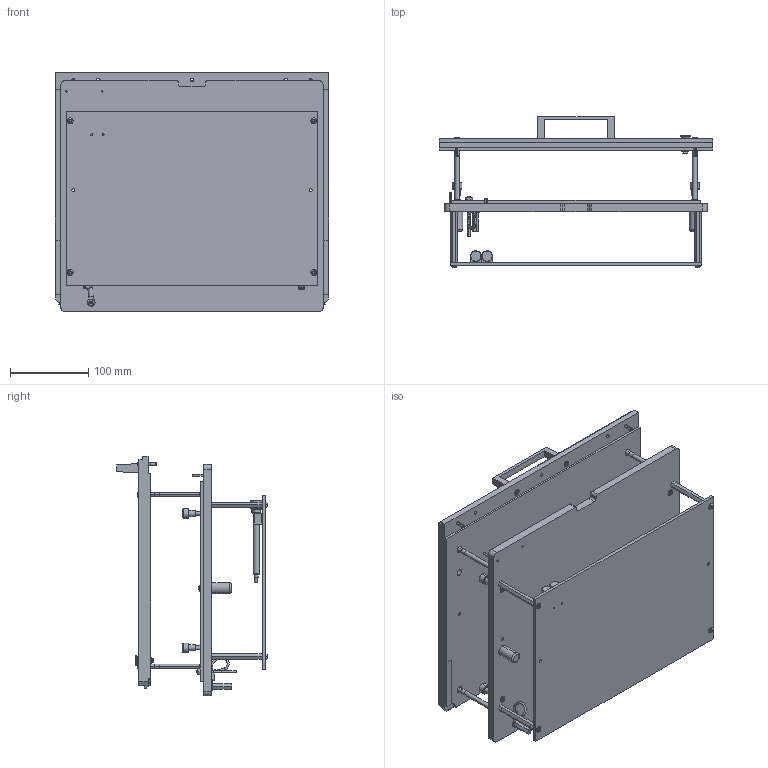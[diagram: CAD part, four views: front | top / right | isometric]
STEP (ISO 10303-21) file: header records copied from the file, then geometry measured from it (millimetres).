
FILE_DESCRIPTION (( 'STEP AP203' ), '1' );
FILE_NAME ('INGUN_46250-KIT.STEP', '2023-07-27T09:33:25', ( '' ), ( '' ), 'SwSTEP 2.0', 'SolidWorks 2021', '' );
FILE_SCHEMA (( 'CONFIG_CONTROL_DESIGN' ));
Length unit declared in the file: millimetre
Products named in the file (45): 48840~2_S; INGUN_46250-KIT; 46009~5_f〉 ESD schwarz<S>; 53731~0; DIN6325~n_03,0m6x016; 43627~0_Hub 22,5mm<Standard>; ISO7380~n_M04,0x020; DIN934~n_M03,0; GKS-114-0015__ADA~gks_Hub = 08,0 <S>; 46249~1_S; 1607~1; 41899~3_flexiebel <S>; 46251~2_ICT Stellung (kontaktiert) <S>; 46869~0_S; 3699~0; ISO7380~n_M03,0x006; 19141~0_S; 2229~6; DIN7991~n_M03,0x020; Gewindebuchse~n_M05-03,9 offen; 47906~1; 45709~3_S; 41369~1_S; SKB-II~skii_M4,0x25 St; 5015~0; 41367~6_S; Gewindebuchse~n_M04-09,5 offen; 46009~5_f〉 ESD schwarz<Standard>; ISO7380~n_M04,0x012; KS-113-Master__ADA~ks_KS-113 23; DIN7991~n_M03,0x006; 48213~0_S; 2196~6; DIN912~n_M04,0x016; 14846~0_f〉 48840 <S>; DIN7979~n_04,0m6x020M3; 3917~3_M 3 A; SKB-II~skii_M4,0x65 St; 46015~2_S; 45715~4_S ...
Assembly tree (81 placements, depth 5):
  INGUN_46250-KIT
    46251~2_ICT Stellung (kontaktiert) <S>
      41899~3_flexiebel <S>
        KS-113-Master__ADA~ks_KS-113 23
        GKS-114-0015__ADA~gks_Hub = 08,0 <S>
        53731~0
        3917~3_M 3 A
      46249~1_S
        46009~5_f〉 ESD schwarz<S>
          46009~5_f〉 ESD schwarz<Standard>
          Gewindebuchse~n_M04-09,5 offen  x4
      45709~3_S
        45709~3_S
        Gewindebuchse~n_M05-03,9 offen  x2
      45711~2
      43627~0_Hub 22,5mm<Standard>  x4
      2196~6  x2
      2229~6  x2
      46869~0_S  x4
      48840~2_S
        19141~0_S
        14846~0_f〉 48840 <S>
      5015~0
      113165~0_S
        3699~0
      SKB-II~skii_M4,0x25 St
      SKB-II~skii_M4,0x65 St  x4
      41367~6_S  x2
      ISO7380~n_M04,0x012  x11
      DIN6325~n_03,0m6x016
      DIN6325~n_03,0m6x024
      DIN7991~n_M03,0x006  x2
    46015~2_S
      47906~1
        41369~1_S  x4
        5015~0
        DIN7979~n_04,0m6x020M3  x2
        1607~1
        48213~0_S
        9286~0
        ISO7380~n_M04,0x020  x4
        DIN7991~n_M03,0x020
        DIN934~n_M03,0
        ISO7380~n_M03,0x006  x2
        DIN912~n_M04,0x016  x2
      45715~4_S
Bounding box: 350 x 192.45 x 307 mm (x, y, z)
Volume: 3170325.1 mm3; surface area: 818925.6 mm2
Topology: 75 solids, 75 shells, 2465 faces, 5762 edges, 3715 vertices
Faces by surface type: plane 1144, cylinder 907, cone 288, torus 102, sphere 16, bspline 8
Entity records: 42292 total; most frequent: CARTESIAN_POINT 8409, DIRECTION 6391, ORIENTED_EDGE 5422, EDGE_CURVE 2711, AXIS2_PLACEMENT_3D 2528, VERTEX_POINT 1764, EDGE_LOOP 1421, VECTOR 1335
